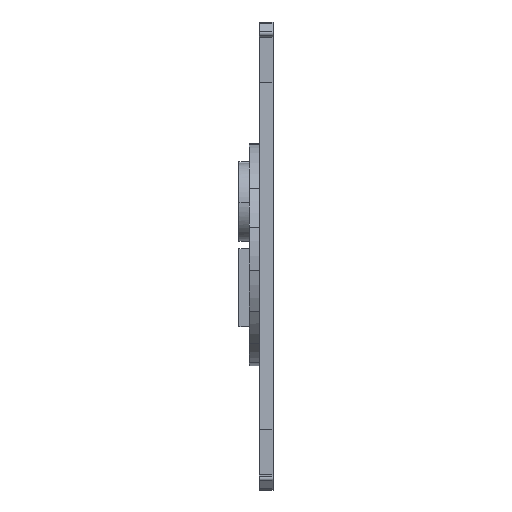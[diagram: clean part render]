
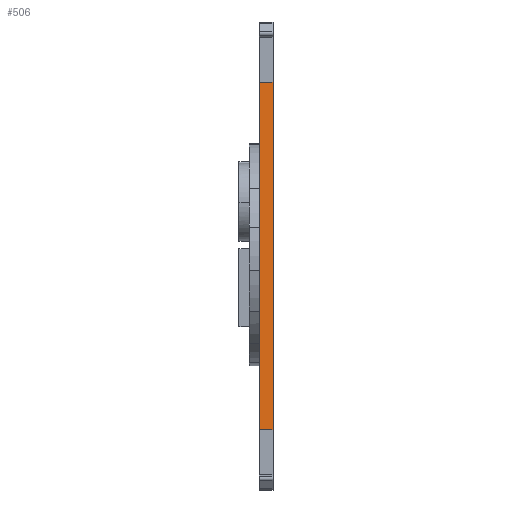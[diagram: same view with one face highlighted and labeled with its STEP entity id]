
A CAD part, left-side view. The second image highlights one B-rep face of the part: STEP entity #506.
In plain terms, the highlighted planar face has unit normal (-0.707, -0.707, 0).
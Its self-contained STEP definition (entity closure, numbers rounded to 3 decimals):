
#342=PLANE('',#5006);
#506=ADVANCED_FACE('',(#827),#342,.F.);
#827=FACE_OUTER_BOUND('',#1066,.T.);
#1066=EDGE_LOOP('',(#2659,#2660,#2661,#2662));
#1458=LINE('',#6896,#1919);
#1473=LINE('',#6925,#1934);
#1474=LINE('',#6927,#1935);
#1476=LINE('',#6931,#1937);
#1919=VECTOR('',#5645,1.);
#1934=VECTOR('',#5682,1.);
#1935=VECTOR('',#5685,1.);
#1937=VECTOR('',#5689,1.);
#2659=ORIENTED_EDGE('',*,*,#4370,.F.);
#2660=ORIENTED_EDGE('',*,*,#4354,.F.);
#2661=ORIENTED_EDGE('',*,*,#4369,.F.);
#2662=ORIENTED_EDGE('',*,*,#4372,.F.);
#3844=VERTEX_POINT('',#6895);
#3845=VERTEX_POINT('',#6897);
#3847=VERTEX_POINT('',#6924);
#3848=VERTEX_POINT('',#6928);
#4354=EDGE_CURVE('',#3844,#3845,#1458,.T.);
#4369=EDGE_CURVE('',#3847,#3844,#1473,.T.);
#4370=EDGE_CURVE('',#3845,#3848,#1474,.T.);
#4372=EDGE_CURVE('',#3848,#3847,#1476,.T.);
#5006=AXIS2_PLACEMENT_3D('',#6945,#5705,#5706);
#5645=DIRECTION('',(0.,0.,-1.));
#5682=DIRECTION('',(0.707,-0.707,0.));
#5685=DIRECTION('',(-0.707,0.707,0.));
#5689=DIRECTION('',(0.,0.,1.));
#5705=DIRECTION('',(0.707,0.707,0.));
#5706=DIRECTION('',(0.,0.,1.));
#6895=CARTESIAN_POINT('',(2.673,0.,68.));
#6896=CARTESIAN_POINT('',(2.673,0.,68.));
#6897=CARTESIAN_POINT('',(2.673,0.,0.));
#6924=CARTESIAN_POINT('',(0.,2.673,68.));
#6925=CARTESIAN_POINT('',(1.336,1.336,68.));
#6927=CARTESIAN_POINT('',(0.,2.673,0.));
#6928=CARTESIAN_POINT('',(0.,2.673,0.));
#6931=CARTESIAN_POINT('',(0.,2.673,68.));
#6945=CARTESIAN_POINT('',(0.,2.673,68.));
